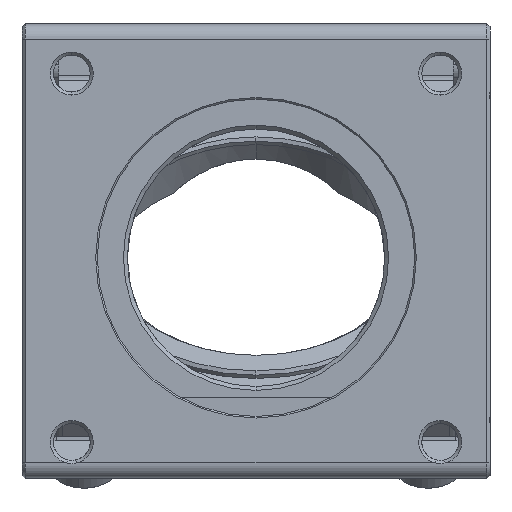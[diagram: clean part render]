
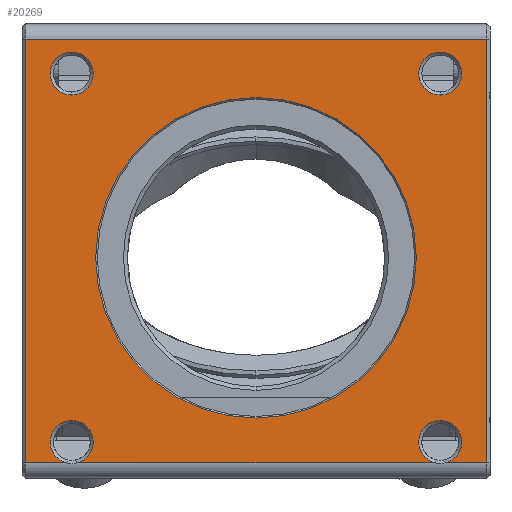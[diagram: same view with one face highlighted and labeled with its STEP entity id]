
A CAD part, left-side view. The second image highlights one B-rep face of the part: STEP entity #20269.
In plain terms, the highlighted planar face has unit normal (-1, 0, 0).
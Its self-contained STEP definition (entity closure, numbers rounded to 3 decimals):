
#637 = CARTESIAN_POINT ( 'NONE',  ( 0., 0., -71.5 ) ) ;
#663 = CARTESIAN_POINT ( 'NONE',  ( 0., 8.931, -71.5 ) ) ;
#745 = LINE ( 'NONE', #13385, #24092 ) ;
#1291 = DIRECTION ( 'NONE',  ( 0., -1., 0. ) ) ;
#1294 = EDGE_CURVE ( 'NONE', #32943, #15284, #11367, .T. ) ;
#1655 = CARTESIAN_POINT ( 'NONE',  ( 0., 0.5, -71.5 ) ) ;
#1956 = CIRCLE ( 'NONE', #7097, 26.099 ) ;
#2615 = ORIENTED_EDGE ( 'NONE', *, *, #3236, .T. ) ;
#2895 = FACE_OUTER_BOUND ( 'NONE', #30543, .T. ) ;
#3236 = EDGE_CURVE ( 'NONE', #28759, #8100, #5752, .T. ) ;
#3524 = EDGE_CURVE ( 'NONE', #8100, #37116, #36406, .T. ) ;
#4246 = DIRECTION ( 'NONE',  ( 1., 0., 0. ) ) ;
#4249 = EDGE_CURVE ( 'NONE', #6772, #26106, #9328, .T. ) ;
#5752 = LINE ( 'NONE', #637, #7109 ) ;
#6292 = VECTOR ( 'NONE', #33888, 1000. ) ;
#6540 = CIRCLE ( 'NONE', #33234, 3.5 ) ;
#6772 = VERTEX_POINT ( 'NONE', #34531 ) ;
#7097 = AXIS2_PLACEMENT_3D ( 'NONE', #30356, #30486, #21533 ) ;
#7109 = VECTOR ( 'NONE', #21086, 1000. ) ;
#7183 = CARTESIAN_POINT ( 'NONE',  ( 0., 8.1, -68.1 ) ) ;
#7401 = DIRECTION ( 'NONE',  ( 1., 0., 0. ) ) ;
#7445 = VERTEX_POINT ( 'NONE', #27093 ) ;
#7955 = CARTESIAN_POINT ( 'NONE',  ( 0., 8.1, -64.6 ) ) ;
#8100 = VERTEX_POINT ( 'NONE', #1655 ) ;
#8206 = CARTESIAN_POINT ( 'NONE',  ( 0., 38.1, -38.1 ) ) ;
#8249 = ORIENTED_EDGE ( 'NONE', *, *, #18106, .T. ) ;
#8272 = ORIENTED_EDGE ( 'NONE', *, *, #18704, .T. ) ;
#8508 = AXIS2_PLACEMENT_3D ( 'NONE', #31652, #34599, #17071 ) ;
#8653 = VERTEX_POINT ( 'NONE', #27234 ) ;
#8870 = ORIENTED_EDGE ( 'NONE', *, *, #35168, .T. ) ;
#8875 = CARTESIAN_POINT ( 'NONE',  ( 0., 0., -76.2 ) ) ;
#9126 = ORIENTED_EDGE ( 'NONE', *, *, #10362, .T. ) ;
#9162 = EDGE_CURVE ( 'NONE', #37116, #8653, #745, .T. ) ;
#9185 = DIRECTION ( 'NONE',  ( 0., -1., 0. ) ) ;
#9328 = CIRCLE ( 'NONE', #35754, 3.5 ) ;
#10362 = EDGE_CURVE ( 'NONE', #12832, #24153, #36925, .T. ) ;
#10587 = CARTESIAN_POINT ( 'NONE',  ( 0., 0.5, -76.2 ) ) ;
#10601 = DIRECTION ( 'NONE',  ( 0., -1., 0. ) ) ;
#10719 = CIRCLE ( 'NONE', #25158, 3.5 ) ;
#10722 = ORIENTED_EDGE ( 'NONE', *, *, #12167, .T. ) ;
#11284 = ORIENTED_EDGE ( 'NONE', *, *, #1294, .T. ) ;
#11367 = CIRCLE ( 'NONE', #8508, 3.5 ) ;
#11419 = VECTOR ( 'NONE', #18514, 1000. ) ;
#11805 = DIRECTION ( 'NONE',  ( -1., 0., 0. ) ) ;
#11853 = LINE ( 'NONE', #36080, #11419 ) ;
#11903 = ORIENTED_EDGE ( 'NONE', *, *, #9162, .T. ) ;
#12167 = EDGE_CURVE ( 'NONE', #14932, #18991, #15387, .T. ) ;
#12585 = EDGE_CURVE ( 'NONE', #32346, #28759, #10719, .T. ) ;
#12832 = VERTEX_POINT ( 'NONE', #21530 ) ;
#13047 = ORIENTED_EDGE ( 'NONE', *, *, #15370, .T. ) ;
#13053 = CARTESIAN_POINT ( 'NONE',  ( 0., 68.1, -68.1 ) ) ;
#13108 = ORIENTED_EDGE ( 'NONE', *, *, #12585, .T. ) ;
#13297 = CARTESIAN_POINT ( 'NONE',  ( 0., 68.1, -4.6 ) ) ;
#13385 = CARTESIAN_POINT ( 'NONE',  ( 0., 76.2, -2.5 ) ) ;
#14098 = LINE ( 'NONE', #36878, #6292 ) ;
#14171 = VERTEX_POINT ( 'NONE', #663 ) ;
#14932 = VERTEX_POINT ( 'NONE', #28744 ) ;
#14949 = ORIENTED_EDGE ( 'NONE', *, *, #4249, .T. ) ;
#14973 = LINE ( 'NONE', #30431, #29600 ) ;
#15223 = DIRECTION ( 'NONE',  ( 1., 0., 0. ) ) ;
#15284 = VERTEX_POINT ( 'NONE', #27626 ) ;
#15370 = EDGE_CURVE ( 'NONE', #8653, #7445, #14973, .T. ) ;
#15387 = CIRCLE ( 'NONE', #21229, 3.5 ) ;
#16386 = ORIENTED_EDGE ( 'NONE', *, *, #31210, .T. ) ;
#17071 = DIRECTION ( 'NONE',  ( 0., -1., 0. ) ) ;
#17129 = CIRCLE ( 'NONE', #29344, 3.5 ) ;
#18106 = EDGE_CURVE ( 'NONE', #24153, #12832, #1956, .T. ) ;
#18193 = DIRECTION ( 'NONE',  ( 1., 0., 0. ) ) ;
#18313 = DIRECTION ( 'NONE',  ( 0., -1., 0. ) ) ;
#18514 = DIRECTION ( 'NONE',  ( 0., -1., 0. ) ) ;
#18704 = EDGE_CURVE ( 'NONE', #26106, #28189, #23409, .T. ) ;
#18991 = VERTEX_POINT ( 'NONE', #35989 ) ;
#19632 = EDGE_CURVE ( 'NONE', #7445, #6772, #11853, .T. ) ;
#20269 = ADVANCED_FACE ( 'NONE', ( #22627, #26711, #2895, #27569 ), #37824, .T. ) ;
#20363 = VECTOR ( 'NONE', #36980, 1000. ) ;
#21086 = DIRECTION ( 'NONE',  ( 0., -1., 0. ) ) ;
#21229 = AXIS2_PLACEMENT_3D ( 'NONE', #25591, #25329, #37498 ) ;
#21530 = CARTESIAN_POINT ( 'NONE',  ( 0., 38.1, -64.199 ) ) ;
#21533 = DIRECTION ( 'NONE',  ( 0., -1., 0. ) ) ;
#21849 = AXIS2_PLACEMENT_3D ( 'NONE', #26652, #35218, #32133 ) ;
#22191 = EDGE_LOOP ( 'NONE', ( #16386, #10722 ) ) ;
#22534 = CARTESIAN_POINT ( 'NONE',  ( 0., 38.1, -12.001 ) ) ;
#22627 = FACE_BOUND ( 'NONE', #35166, .T. ) ;
#23372 = CIRCLE ( 'NONE', #35909, 3.5 ) ;
#23409 = CIRCLE ( 'NONE', #21849, 3.5 ) ;
#23726 = CARTESIAN_POINT ( 'NONE',  ( 0., 68.1, -64.6 ) ) ;
#23931 = EDGE_CURVE ( 'NONE', #28189, #14171, #14098, .T. ) ;
#23941 = AXIS2_PLACEMENT_3D ( 'NONE', #8206, #31999, #26012 ) ;
#24092 = VECTOR ( 'NONE', #37460, 1000. ) ;
#24153 = VERTEX_POINT ( 'NONE', #22534 ) ;
#25066 = EDGE_LOOP ( 'NONE', ( #8249, #9126 ) ) ;
#25158 = AXIS2_PLACEMENT_3D ( 'NONE', #29411, #15223, #9185 ) ;
#25329 = DIRECTION ( 'NONE',  ( 1., 0., 0. ) ) ;
#25591 = CARTESIAN_POINT ( 'NONE',  ( 0., 8.1, -8.1 ) ) ;
#26012 = DIRECTION ( 'NONE',  ( 0., -1., 0. ) ) ;
#26106 = VERTEX_POINT ( 'NONE', #23726 ) ;
#26392 = CARTESIAN_POINT ( 'NONE',  ( 0., 67.269, -71.5 ) ) ;
#26652 = CARTESIAN_POINT ( 'NONE',  ( 0., 68.1, -68.1 ) ) ;
#26711 = FACE_BOUND ( 'NONE', #22191, .T. ) ;
#27093 = CARTESIAN_POINT ( 'NONE',  ( 0., 75.7, -71.5 ) ) ;
#27234 = CARTESIAN_POINT ( 'NONE',  ( 0., 75.7, -2.5 ) ) ;
#27469 = ORIENTED_EDGE ( 'NONE', *, *, #35399, .T. ) ;
#27569 = FACE_BOUND ( 'NONE', #25066, .T. ) ;
#27626 = CARTESIAN_POINT ( 'NONE',  ( 0., 68.1, -11.6 ) ) ;
#27787 = DIRECTION ( 'NONE',  ( 0., -1., 0. ) ) ;
#27960 = ORIENTED_EDGE ( 'NONE', *, *, #23931, .T. ) ;
#28189 = VERTEX_POINT ( 'NONE', #26392 ) ;
#28565 = ORIENTED_EDGE ( 'NONE', *, *, #3524, .T. ) ;
#28744 = CARTESIAN_POINT ( 'NONE',  ( 0., 8.1, -11.6 ) ) ;
#28759 = VERTEX_POINT ( 'NONE', #30746 ) ;
#29331 = ORIENTED_EDGE ( 'NONE', *, *, #19632, .T. ) ;
#29344 = AXIS2_PLACEMENT_3D ( 'NONE', #35869, #18193, #18313 ) ;
#29411 = CARTESIAN_POINT ( 'NONE',  ( 0., 8.1, -68.1 ) ) ;
#29600 = VECTOR ( 'NONE', #36477, 1000. ) ;
#30356 = CARTESIAN_POINT ( 'NONE',  ( 0., 38.1, -38.1 ) ) ;
#30431 = CARTESIAN_POINT ( 'NONE',  ( 0., 75.7, -76.2 ) ) ;
#30486 = DIRECTION ( 'NONE',  ( 1., 0., 0. ) ) ;
#30543 = EDGE_LOOP ( 'NONE', ( #29331, #14949, #8272, #27960, #27469, #13108, #2615, #28565, #11903, #13047 ) ) ;
#30746 = CARTESIAN_POINT ( 'NONE',  ( 0., 7.269, -71.5 ) ) ;
#31210 = EDGE_CURVE ( 'NONE', #18991, #14932, #23372, .T. ) ;
#31652 = CARTESIAN_POINT ( 'NONE',  ( 0., 68.1, -8.1 ) ) ;
#31999 = DIRECTION ( 'NONE',  ( 1., 0., 0. ) ) ;
#32133 = DIRECTION ( 'NONE',  ( 0., -1., 0. ) ) ;
#32346 = VERTEX_POINT ( 'NONE', #7955 ) ;
#32943 = VERTEX_POINT ( 'NONE', #13297 ) ;
#33143 = DIRECTION ( 'NONE',  ( 1., 0., 0. ) ) ;
#33234 = AXIS2_PLACEMENT_3D ( 'NONE', #7183, #33143, #1291 ) ;
#33888 = DIRECTION ( 'NONE',  ( 0., -1., 0. ) ) ;
#33898 = CARTESIAN_POINT ( 'NONE',  ( 0., 0.5, -2.5 ) ) ;
#34131 = AXIS2_PLACEMENT_3D ( 'NONE', #8875, #11805, #37687 ) ;
#34274 = CARTESIAN_POINT ( 'NONE',  ( 0., 8.1, -8.1 ) ) ;
#34531 = CARTESIAN_POINT ( 'NONE',  ( 0., 68.931, -71.5 ) ) ;
#34599 = DIRECTION ( 'NONE',  ( 1., 0., 0. ) ) ;
#35166 = EDGE_LOOP ( 'NONE', ( #11284, #8870 ) ) ;
#35168 = EDGE_CURVE ( 'NONE', #15284, #32943, #17129, .T. ) ;
#35218 = DIRECTION ( 'NONE',  ( 1., 0., 0. ) ) ;
#35399 = EDGE_CURVE ( 'NONE', #14171, #32346, #6540, .T. ) ;
#35754 = AXIS2_PLACEMENT_3D ( 'NONE', #13053, #4246, #27787 ) ;
#35869 = CARTESIAN_POINT ( 'NONE',  ( 0., 68.1, -8.1 ) ) ;
#35909 = AXIS2_PLACEMENT_3D ( 'NONE', #34274, #7401, #10601 ) ;
#35989 = CARTESIAN_POINT ( 'NONE',  ( 0., 8.1, -4.6 ) ) ;
#36080 = CARTESIAN_POINT ( 'NONE',  ( 0., 0., -71.5 ) ) ;
#36406 = LINE ( 'NONE', #10587, #20363 ) ;
#36477 = DIRECTION ( 'NONE',  ( 0., 0., -1. ) ) ;
#36878 = CARTESIAN_POINT ( 'NONE',  ( 0., 0., -71.5 ) ) ;
#36925 = CIRCLE ( 'NONE', #23941, 26.099 ) ;
#36980 = DIRECTION ( 'NONE',  ( 0., 0., 1. ) ) ;
#37116 = VERTEX_POINT ( 'NONE', #33898 ) ;
#37460 = DIRECTION ( 'NONE',  ( 0., 1., 0. ) ) ;
#37498 = DIRECTION ( 'NONE',  ( 0., -1., 0. ) ) ;
#37687 = DIRECTION ( 'NONE',  ( 0., -1., 0. ) ) ;
#37824 = PLANE ( 'NONE',  #34131 ) ;
